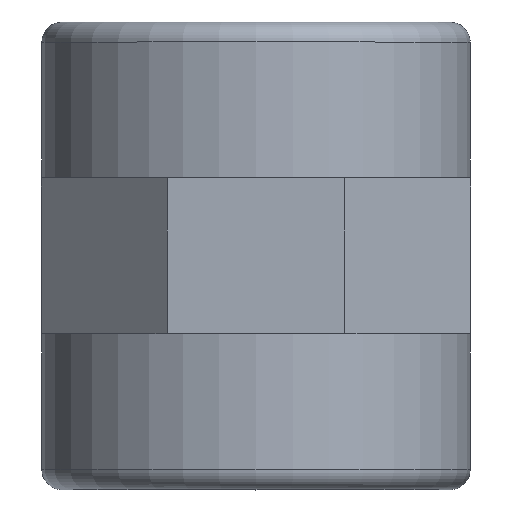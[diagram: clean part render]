
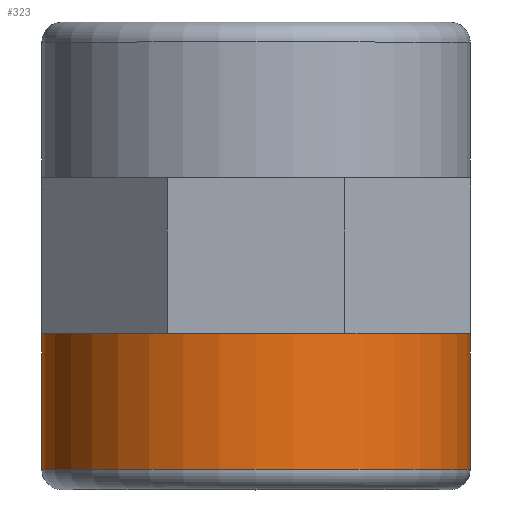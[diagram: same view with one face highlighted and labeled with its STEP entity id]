
A CAD part, top view. The second image highlights one B-rep face of the part: STEP entity #323.
In plain terms, the highlighted cylindrical face has radius 21.45 mm (diameter 42.9 mm), a full revolution.
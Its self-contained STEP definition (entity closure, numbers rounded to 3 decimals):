
#81=FACE_BOUND('',#122,.T.);
#96=FACE_OUTER_BOUND('',#121,.T.);
#121=EDGE_LOOP('',(#241));
#122=EDGE_LOOP('',(#242));
#157=CIRCLE('',#350,21.45);
#159=CIRCLE('',#353,21.45);
#171=VERTEX_POINT('',#490);
#173=VERTEX_POINT('',#495);
#201=EDGE_CURVE('',#171,#171,#157,.T.);
#203=EDGE_CURVE('',#173,#173,#159,.T.);
#241=ORIENTED_EDGE('',*,*,#203,.T.);
#242=ORIENTED_EDGE('',*,*,#201,.F.);
#314=CYLINDRICAL_SURFACE('',#352,21.45);
#323=ADVANCED_FACE('',(#96,#81),#314,.T.);
#350=AXIS2_PLACEMENT_3D('',#491,#393,#394);
#352=AXIS2_PLACEMENT_3D('',#494,#397,#398);
#353=AXIS2_PLACEMENT_3D('',#496,#399,#400);
#393=DIRECTION('center_axis',(0.,-1.,0.));
#394=DIRECTION('ref_axis',(1.,0.,0.));
#397=DIRECTION('center_axis',(0.,-1.,0.));
#398=DIRECTION('ref_axis',(1.,0.,0.));
#399=DIRECTION('center_axis',(0.,-1.,0.));
#400=DIRECTION('ref_axis',(1.,0.,0.));
#490=CARTESIAN_POINT('',(-21.45,-20.557,0.));
#491=CARTESIAN_POINT('Origin',(0.,-20.557,0.));
#494=CARTESIAN_POINT('Origin',(0.,-13.757,0.));
#495=CARTESIAN_POINT('',(-21.45,-6.957,0.));
#496=CARTESIAN_POINT('Origin',(0.,-6.957,0.));
